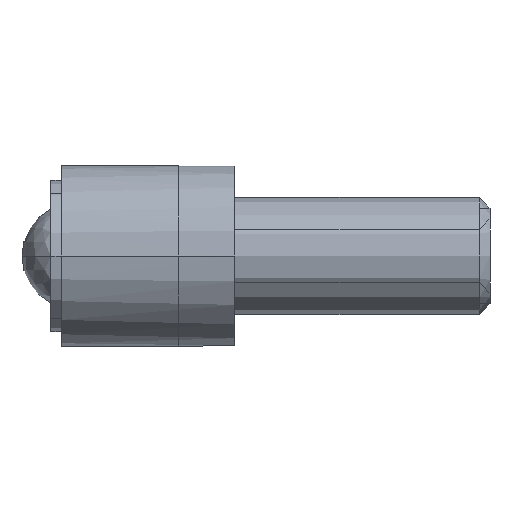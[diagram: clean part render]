
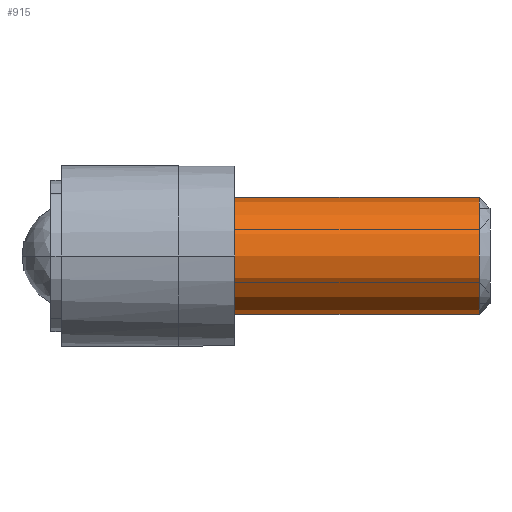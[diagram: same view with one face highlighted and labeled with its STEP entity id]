
A CAD part, left-side view. The second image highlights one B-rep face of the part: STEP entity #915.
In plain terms, the highlighted cylindrical face has radius 2.75 mm (diameter 5.5 mm), a partial arc.
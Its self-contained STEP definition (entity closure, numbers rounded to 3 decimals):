
#54 = CARTESIAN_POINT ( 'NONE',  ( 0., 12., 0. ) ) ;
#239 = VECTOR ( 'NONE', #1224, 1000. ) ;
#263 = CARTESIAN_POINT ( 'NONE',  ( 0., 44.937, -2.75 ) ) ;
#318 = CARTESIAN_POINT ( 'NONE',  ( 0., 44.937, 2.75 ) ) ;
#383 = DIRECTION ( 'NONE',  ( 0., 0., 1. ) ) ;
#540 = LINE ( 'NONE', #263, #239 ) ;
#602 = DIRECTION ( 'NONE',  ( 0., 1., 0. ) ) ;
#694 = CARTESIAN_POINT ( 'NONE',  ( 0., 12., -2.75 ) ) ;
#915 = ADVANCED_FACE ( 'NONE', ( #3940 ), #1258, .T. ) ;
#931 = CARTESIAN_POINT ( 'NONE',  ( 0., 12., 2.75 ) ) ;
#1093 = EDGE_CURVE ( 'NONE', #1987, #2598, #3934, .T. ) ;
#1224 = DIRECTION ( 'NONE',  ( 0., 1., 0. ) ) ;
#1258 = CYLINDRICAL_SURFACE ( 'NONE', #2661, 2.75 ) ;
#1311 = AXIS2_PLACEMENT_3D ( 'NONE', #3462, #2834, #3488 ) ;
#1703 = ORIENTED_EDGE ( 'NONE', *, *, #3264, .T. ) ;
#1875 = AXIS2_PLACEMENT_3D ( 'NONE', #54, #2281, #383 ) ;
#1987 = VERTEX_POINT ( 'NONE', #694 ) ;
#2179 = VERTEX_POINT ( 'NONE', #3917 ) ;
#2281 = DIRECTION ( 'NONE',  ( 0., 1., 0. ) ) ;
#2301 = EDGE_LOOP ( 'NONE', ( #3895, #4116, #1703, #4114 ) ) ;
#2414 = EDGE_CURVE ( 'NONE', #2179, #1987, #540, .T. ) ;
#2484 = DIRECTION ( 'NONE',  ( 0., 0., 1. ) ) ;
#2598 = VERTEX_POINT ( 'NONE', #931 ) ;
#2661 = AXIS2_PLACEMENT_3D ( 'NONE', #3741, #602, #2484 ) ;
#2818 = DIRECTION ( 'NONE',  ( 0., 1., 0. ) ) ;
#2834 = DIRECTION ( 'NONE',  ( 0., -1., 0. ) ) ;
#3041 = EDGE_CURVE ( 'NONE', #3307, #2179, #3226, .T. ) ;
#3122 = VECTOR ( 'NONE', #2818, 1000. ) ;
#3226 = CIRCLE ( 'NONE', #1311, 2.75 ) ;
#3264 = EDGE_CURVE ( 'NONE', #3307, #2598, #3967, .T. ) ;
#3307 = VERTEX_POINT ( 'NONE', #3370 ) ;
#3370 = CARTESIAN_POINT ( 'NONE',  ( 0., 0.5, 2.75 ) ) ;
#3462 = CARTESIAN_POINT ( 'NONE',  ( 0., 0.5, 0. ) ) ;
#3488 = DIRECTION ( 'NONE',  ( 0., 0., -1. ) ) ;
#3741 = CARTESIAN_POINT ( 'NONE',  ( 0., 44.937, 0. ) ) ;
#3895 = ORIENTED_EDGE ( 'NONE', *, *, #2414, .F. ) ;
#3917 = CARTESIAN_POINT ( 'NONE',  ( 0., 0.5, -2.75 ) ) ;
#3934 = CIRCLE ( 'NONE', #1875, 2.75 ) ;
#3940 = FACE_OUTER_BOUND ( 'NONE', #2301, .T. ) ;
#3967 = LINE ( 'NONE', #318, #3122 ) ;
#4114 = ORIENTED_EDGE ( 'NONE', *, *, #1093, .F. ) ;
#4116 = ORIENTED_EDGE ( 'NONE', *, *, #3041, .F. ) ;
